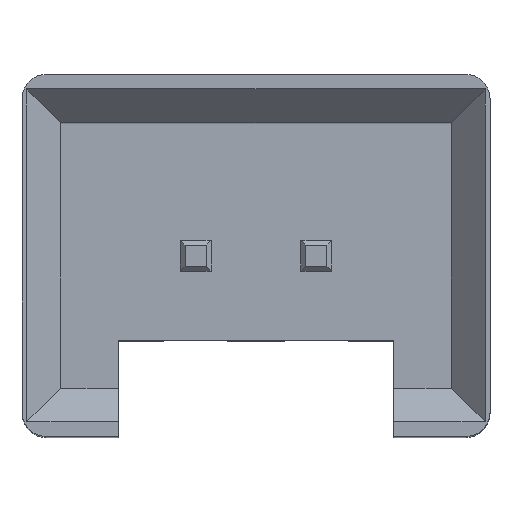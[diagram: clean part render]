
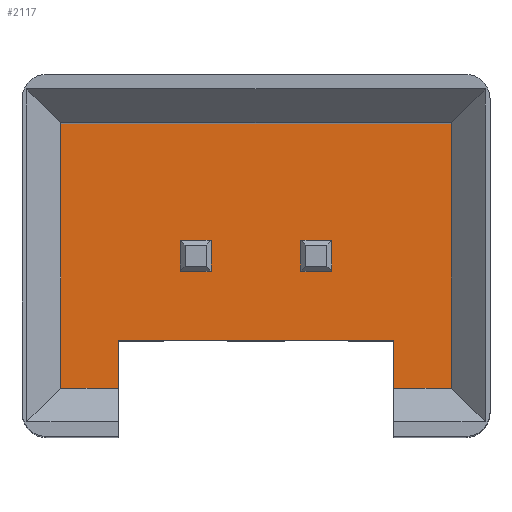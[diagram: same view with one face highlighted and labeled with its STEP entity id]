
A CAD part, top view. The second image highlights one B-rep face of the part: STEP entity #2117.
In plain terms, the highlighted planar face has unit normal (0, 0, 1).
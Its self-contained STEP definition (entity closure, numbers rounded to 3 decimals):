
#186 = PLANE('',#187);
#187 = AXIS2_PLACEMENT_3D('',#188,#189,#190);
#188 = CARTESIAN_POINT('',(-1.6,-1.75,14.));
#189 = DIRECTION('',(-1.,0.,0.));
#190 = DIRECTION('',(0.,-1.,0.));
#354 = PLANE('',#355);
#355 = AXIS2_PLACEMENT_3D('',#356,#357,#358);
#356 = CARTESIAN_POINT('',(4.1,-3.75,14.));
#357 = DIRECTION('',(1.,0.,0.));
#358 = DIRECTION('',(0.,1.,0.));
#1011 = VERTEX_POINT('',#1012);
#1012 = CARTESIAN_POINT('',(4.1,-1.75,3.));
#1026 = PLANE('',#1027);
#1027 = AXIS2_PLACEMENT_3D('',#1028,#1029,#1030);
#1028 = CARTESIAN_POINT('',(4.1,-1.75,14.));
#1029 = DIRECTION('',(0.,1.,0.));
#1030 = DIRECTION('',(-1.,0.,0.));
#1038 = EDGE_CURVE('',#1039,#1011,#1041,.T.);
#1039 = VERTEX_POINT('',#1040);
#1040 = CARTESIAN_POINT('',(4.1,-2.75,3.));
#1041 = SURFACE_CURVE('',#1042,(#1046,#1052),.PCURVE_S1.);
#1042 = LINE('',#1043,#1044);
#1043 = CARTESIAN_POINT('',(4.1,-1.875,3.));
#1044 = VECTOR('',#1045,1.);
#1045 = DIRECTION('',(0.,1.,0.));
#1046 = PCURVE('',#354,#1047);
#1047 = DEFINITIONAL_REPRESENTATION('',(#1048),#1051);
#1048 = B_SPLINE_CURVE_WITH_KNOTS('',1,(#1049,#1050),.UNSPECIFIED.,.F.,
.F.,(2,2),(-1.425,0.325),.PIECEWISE_BEZIER_KNOTS.);
#1049 = CARTESIAN_POINT('',(0.45,-11.));
#1050 = CARTESIAN_POINT('',(2.2,-11.));
#1051 = ( GEOMETRIC_REPRESENTATION_CONTEXT(2)
PARAMETRIC_REPRESENTATION_CONTEXT() REPRESENTATION_CONTEXT('2D SPACE',''
) );
#1052 = PCURVE('',#1053,#1058);
#1053 = PLANE('',#1054);
#1054 = AXIS2_PLACEMENT_3D('',#1055,#1056,#1057);
#1055 = CARTESIAN_POINT('',(1.25,0.,3.));
#1056 = DIRECTION('',(0.,0.,1.));
#1057 = DIRECTION('',(1.,0.,0.));
#1058 = DEFINITIONAL_REPRESENTATION('',(#1059),#1062);
#1059 = B_SPLINE_CURVE_WITH_KNOTS('',1,(#1060,#1061),.UNSPECIFIED.,.F.,
.F.,(2,2),(-1.425,0.325),.PIECEWISE_BEZIER_KNOTS.);
#1060 = CARTESIAN_POINT('',(2.85,-3.3));
#1061 = CARTESIAN_POINT('',(2.85,-1.55));
#1062 = ( GEOMETRIC_REPRESENTATION_CONTEXT(2)
PARAMETRIC_REPRESENTATION_CONTEXT() REPRESENTATION_CONTEXT('2D SPACE',''
) );
#1079 = PLANE('',#1080);
#1080 = AXIS2_PLACEMENT_3D('',#1081,#1082,#1083);
#1081 = CARTESIAN_POINT('',(-2.8,-2.75,14.));
#1082 = DIRECTION('',(0.,-1.,0.));
#1083 = DIRECTION('',(1.,0.,0.));
#1200 = PLANE('',#1201);
#1201 = AXIS2_PLACEMENT_3D('',#1202,#1203,#1204);
#1202 = CARTESIAN_POINT('',(5.3,-2.75,14.));
#1203 = DIRECTION('',(1.,0.,0.));
#1204 = DIRECTION('',(0.,1.,0.));
#1254 = PLANE('',#1255);
#1255 = AXIS2_PLACEMENT_3D('',#1256,#1257,#1258);
#1256 = CARTESIAN_POINT('',(5.3,2.75,14.));
#1257 = DIRECTION('',(0.,1.,0.));
#1258 = DIRECTION('',(-1.,0.,0.));
#1308 = PLANE('',#1309);
#1309 = AXIS2_PLACEMENT_3D('',#1310,#1311,#1312);
#1310 = CARTESIAN_POINT('',(-2.8,2.75,14.));
#1311 = DIRECTION('',(-1.,0.,0.));
#1312 = DIRECTION('',(0.,-1.,0.));
#1360 = PLANE('',#1361);
#1361 = AXIS2_PLACEMENT_3D('',#1362,#1363,#1364);
#1362 = CARTESIAN_POINT('',(-2.8,-2.75,14.));
#1363 = DIRECTION('',(0.,-1.,0.));
#1364 = DIRECTION('',(1.,0.,0.));
#1375 = EDGE_CURVE('',#1376,#1378,#1380,.T.);
#1376 = VERTEX_POINT('',#1377);
#1377 = CARTESIAN_POINT('',(-1.6,-1.75,3.));
#1378 = VERTEX_POINT('',#1379);
#1379 = CARTESIAN_POINT('',(-1.6,-2.75,3.));
#1380 = SURFACE_CURVE('',#1381,(#1385,#1391),.PCURVE_S1.);
#1381 = LINE('',#1382,#1383);
#1382 = CARTESIAN_POINT('',(-1.6,-0.875,3.));
#1383 = VECTOR('',#1384,1.);
#1384 = DIRECTION('',(0.,-1.,0.));
#1385 = PCURVE('',#186,#1386);
#1386 = DEFINITIONAL_REPRESENTATION('',(#1387),#1390);
#1387 = B_SPLINE_CURVE_WITH_KNOTS('',1,(#1388,#1389),.UNSPECIFIED.,.F.,
.F.,(2,2),(0.675,2.425),.PIECEWISE_BEZIER_KNOTS.);
#1388 = CARTESIAN_POINT('',(-0.2,-11.));
#1389 = CARTESIAN_POINT('',(1.55,-11.));
#1390 = ( GEOMETRIC_REPRESENTATION_CONTEXT(2)
PARAMETRIC_REPRESENTATION_CONTEXT() REPRESENTATION_CONTEXT('2D SPACE',''
) );
#1391 = PCURVE('',#1053,#1392);
#1392 = DEFINITIONAL_REPRESENTATION('',(#1393),#1396);
#1393 = B_SPLINE_CURVE_WITH_KNOTS('',1,(#1394,#1395),.UNSPECIFIED.,.F.,
.F.,(2,2),(0.675,2.425),.PIECEWISE_BEZIER_KNOTS.);
#1394 = CARTESIAN_POINT('',(-2.85,-1.55));
#1395 = CARTESIAN_POINT('',(-2.85,-3.3));
#1396 = ( GEOMETRIC_REPRESENTATION_CONTEXT(2)
PARAMETRIC_REPRESENTATION_CONTEXT() REPRESENTATION_CONTEXT('2D SPACE',''
) );
#2074 = EDGE_CURVE('',#1039,#2075,#2077,.T.);
#2075 = VERTEX_POINT('',#2076);
#2076 = CARTESIAN_POINT('',(5.3,-2.75,3.));
#2077 = SURFACE_CURVE('',#2078,(#2082,#2089),.PCURVE_S1.);
#2078 = LINE('',#2079,#2080);
#2079 = CARTESIAN_POINT('',(-2.8,-2.75,3.));
#2080 = VECTOR('',#2081,1.);
#2081 = DIRECTION('',(1.,0.,0.));
#2082 = PCURVE('',#1079,#2083);
#2083 = DEFINITIONAL_REPRESENTATION('',(#2084),#2088);
#2084 = LINE('',#2085,#2086);
#2085 = CARTESIAN_POINT('',(0.,-11.));
#2086 = VECTOR('',#2087,1.);
#2087 = DIRECTION('',(1.,0.));
#2088 = ( GEOMETRIC_REPRESENTATION_CONTEXT(2)
PARAMETRIC_REPRESENTATION_CONTEXT() REPRESENTATION_CONTEXT('2D SPACE',''
) );
#2089 = PCURVE('',#1053,#2090);
#2090 = DEFINITIONAL_REPRESENTATION('',(#2091),#2095);
#2091 = LINE('',#2092,#2093);
#2092 = CARTESIAN_POINT('',(-4.05,-2.75));
#2093 = VECTOR('',#2094,1.);
#2094 = DIRECTION('',(1.,0.));
#2095 = ( GEOMETRIC_REPRESENTATION_CONTEXT(2)
PARAMETRIC_REPRESENTATION_CONTEXT() REPRESENTATION_CONTEXT('2D SPACE',''
) );
#2117 = ADVANCED_FACE('',(#2118),#1053,.T.);
#2118 = FACE_BOUND('',#2119,.T.);
#2119 = EDGE_LOOP('',(#2120,#2145,#2166,#2167,#2186,#2187,#2188,#2211));
#2120 = ORIENTED_EDGE('',*,*,#2121,.T.);
#2121 = EDGE_CURVE('',#2122,#2124,#2126,.T.);
#2122 = VERTEX_POINT('',#2123);
#2123 = CARTESIAN_POINT('',(-2.8,2.75,3.));
#2124 = VERTEX_POINT('',#2125);
#2125 = CARTESIAN_POINT('',(-2.8,-2.75,3.));
#2126 = SURFACE_CURVE('',#2127,(#2131,#2138),.PCURVE_S1.);
#2127 = LINE('',#2128,#2129);
#2128 = CARTESIAN_POINT('',(-2.8,2.75,3.));
#2129 = VECTOR('',#2130,1.);
#2130 = DIRECTION('',(0.,-1.,0.));
#2131 = PCURVE('',#1053,#2132);
#2132 = DEFINITIONAL_REPRESENTATION('',(#2133),#2137);
#2133 = LINE('',#2134,#2135);
#2134 = CARTESIAN_POINT('',(-4.05,2.75));
#2135 = VECTOR('',#2136,1.);
#2136 = DIRECTION('',(0.,-1.));
#2137 = ( GEOMETRIC_REPRESENTATION_CONTEXT(2)
PARAMETRIC_REPRESENTATION_CONTEXT() REPRESENTATION_CONTEXT('2D SPACE',''
) );
#2138 = PCURVE('',#1308,#2139);
#2139 = DEFINITIONAL_REPRESENTATION('',(#2140),#2144);
#2140 = LINE('',#2141,#2142);
#2141 = CARTESIAN_POINT('',(0.,-11.));
#2142 = VECTOR('',#2143,1.);
#2143 = DIRECTION('',(1.,0.));
#2144 = ( GEOMETRIC_REPRESENTATION_CONTEXT(2)
PARAMETRIC_REPRESENTATION_CONTEXT() REPRESENTATION_CONTEXT('2D SPACE',''
) );
#2145 = ORIENTED_EDGE('',*,*,#2146,.T.);
#2146 = EDGE_CURVE('',#2124,#1378,#2147,.T.);
#2147 = SURFACE_CURVE('',#2148,(#2152,#2159),.PCURVE_S1.);
#2148 = LINE('',#2149,#2150);
#2149 = CARTESIAN_POINT('',(-2.8,-2.75,3.));
#2150 = VECTOR('',#2151,1.);
#2151 = DIRECTION('',(1.,0.,0.));
#2152 = PCURVE('',#1053,#2153);
#2153 = DEFINITIONAL_REPRESENTATION('',(#2154),#2158);
#2154 = LINE('',#2155,#2156);
#2155 = CARTESIAN_POINT('',(-4.05,-2.75));
#2156 = VECTOR('',#2157,1.);
#2157 = DIRECTION('',(1.,0.));
#2158 = ( GEOMETRIC_REPRESENTATION_CONTEXT(2)
PARAMETRIC_REPRESENTATION_CONTEXT() REPRESENTATION_CONTEXT('2D SPACE',''
) );
#2159 = PCURVE('',#1360,#2160);
#2160 = DEFINITIONAL_REPRESENTATION('',(#2161),#2165);
#2161 = LINE('',#2162,#2163);
#2162 = CARTESIAN_POINT('',(0.,-11.));
#2163 = VECTOR('',#2164,1.);
#2164 = DIRECTION('',(1.,0.));
#2165 = ( GEOMETRIC_REPRESENTATION_CONTEXT(2)
PARAMETRIC_REPRESENTATION_CONTEXT() REPRESENTATION_CONTEXT('2D SPACE',''
) );
#2166 = ORIENTED_EDGE('',*,*,#1375,.F.);
#2167 = ORIENTED_EDGE('',*,*,#2168,.F.);
#2168 = EDGE_CURVE('',#1011,#1376,#2169,.T.);
#2169 = SURFACE_CURVE('',#2170,(#2174,#2180),.PCURVE_S1.);
#2170 = LINE('',#2171,#2172);
#2171 = CARTESIAN_POINT('',(2.675,-1.75,3.));
#2172 = VECTOR('',#2173,1.);
#2173 = DIRECTION('',(-1.,0.,0.));
#2174 = PCURVE('',#1053,#2175);
#2175 = DEFINITIONAL_REPRESENTATION('',(#2176),#2179);
#2176 = B_SPLINE_CURVE_WITH_KNOTS('',1,(#2177,#2178),.UNSPECIFIED.,.F.,
.F.,(2,2),(-1.995,4.845),.PIECEWISE_BEZIER_KNOTS.);
#2177 = CARTESIAN_POINT('',(3.42,-1.75));
#2178 = CARTESIAN_POINT('',(-3.42,-1.75));
#2179 = ( GEOMETRIC_REPRESENTATION_CONTEXT(2)
PARAMETRIC_REPRESENTATION_CONTEXT() REPRESENTATION_CONTEXT('2D SPACE',''
) );
#2180 = PCURVE('',#1026,#2181);
#2181 = DEFINITIONAL_REPRESENTATION('',(#2182),#2185);
#2182 = B_SPLINE_CURVE_WITH_KNOTS('',1,(#2183,#2184),.UNSPECIFIED.,.F.,
.F.,(2,2),(-1.995,4.845),.PIECEWISE_BEZIER_KNOTS.);
#2183 = CARTESIAN_POINT('',(-0.57,-11.));
#2184 = CARTESIAN_POINT('',(6.27,-11.));
#2185 = ( GEOMETRIC_REPRESENTATION_CONTEXT(2)
PARAMETRIC_REPRESENTATION_CONTEXT() REPRESENTATION_CONTEXT('2D SPACE',''
) );
#2186 = ORIENTED_EDGE('',*,*,#1038,.F.);
#2187 = ORIENTED_EDGE('',*,*,#2074,.T.);
#2188 = ORIENTED_EDGE('',*,*,#2189,.T.);
#2189 = EDGE_CURVE('',#2075,#2190,#2192,.T.);
#2190 = VERTEX_POINT('',#2191);
#2191 = CARTESIAN_POINT('',(5.3,2.75,3.));
#2192 = SURFACE_CURVE('',#2193,(#2197,#2204),.PCURVE_S1.);
#2193 = LINE('',#2194,#2195);
#2194 = CARTESIAN_POINT('',(5.3,-2.75,3.));
#2195 = VECTOR('',#2196,1.);
#2196 = DIRECTION('',(0.,1.,0.));
#2197 = PCURVE('',#1053,#2198);
#2198 = DEFINITIONAL_REPRESENTATION('',(#2199),#2203);
#2199 = LINE('',#2200,#2201);
#2200 = CARTESIAN_POINT('',(4.05,-2.75));
#2201 = VECTOR('',#2202,1.);
#2202 = DIRECTION('',(0.,1.));
#2203 = ( GEOMETRIC_REPRESENTATION_CONTEXT(2)
PARAMETRIC_REPRESENTATION_CONTEXT() REPRESENTATION_CONTEXT('2D SPACE',''
) );
#2204 = PCURVE('',#1200,#2205);
#2205 = DEFINITIONAL_REPRESENTATION('',(#2206),#2210);
#2206 = LINE('',#2207,#2208);
#2207 = CARTESIAN_POINT('',(0.,-11.));
#2208 = VECTOR('',#2209,1.);
#2209 = DIRECTION('',(1.,0.));
#2210 = ( GEOMETRIC_REPRESENTATION_CONTEXT(2)
PARAMETRIC_REPRESENTATION_CONTEXT() REPRESENTATION_CONTEXT('2D SPACE',''
) );
#2211 = ORIENTED_EDGE('',*,*,#2212,.T.);
#2212 = EDGE_CURVE('',#2190,#2122,#2213,.T.);
#2213 = SURFACE_CURVE('',#2214,(#2218,#2225),.PCURVE_S1.);
#2214 = LINE('',#2215,#2216);
#2215 = CARTESIAN_POINT('',(5.3,2.75,3.));
#2216 = VECTOR('',#2217,1.);
#2217 = DIRECTION('',(-1.,0.,0.));
#2218 = PCURVE('',#1053,#2219);
#2219 = DEFINITIONAL_REPRESENTATION('',(#2220),#2224);
#2220 = LINE('',#2221,#2222);
#2221 = CARTESIAN_POINT('',(4.05,2.75));
#2222 = VECTOR('',#2223,1.);
#2223 = DIRECTION('',(-1.,0.));
#2224 = ( GEOMETRIC_REPRESENTATION_CONTEXT(2)
PARAMETRIC_REPRESENTATION_CONTEXT() REPRESENTATION_CONTEXT('2D SPACE',''
) );
#2225 = PCURVE('',#1254,#2226);
#2226 = DEFINITIONAL_REPRESENTATION('',(#2227),#2231);
#2227 = LINE('',#2228,#2229);
#2228 = CARTESIAN_POINT('',(0.,-11.));
#2229 = VECTOR('',#2230,1.);
#2230 = DIRECTION('',(1.,0.));
#2231 = ( GEOMETRIC_REPRESENTATION_CONTEXT(2)
PARAMETRIC_REPRESENTATION_CONTEXT() REPRESENTATION_CONTEXT('2D SPACE',''
) );
